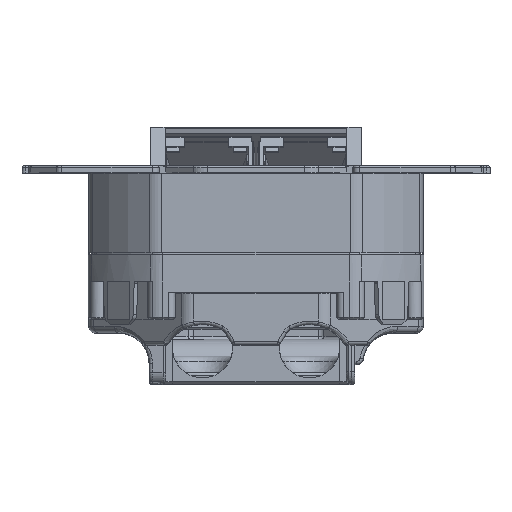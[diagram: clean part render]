
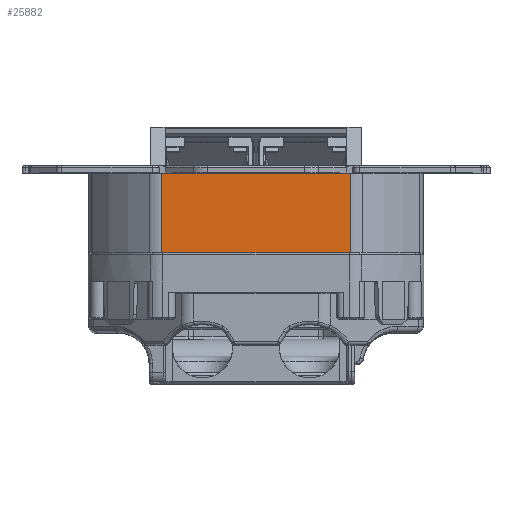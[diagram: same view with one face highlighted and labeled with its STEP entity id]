
A CAD part, top view. The second image highlights one B-rep face of the part: STEP entity #25882.
In plain terms, the highlighted planar face has unit normal (0, 0, 1).
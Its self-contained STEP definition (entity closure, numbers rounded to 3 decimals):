
#18637 = PLANE ( 'NONE',  #49891 ) ;
#18638 = CARTESIAN_POINT ( 'NONE',  ( -14.08, 13., 25. ) ) ;
#18639 = DIRECTION ( 'NONE',  ( 0., 0., -1. ) ) ;
#18640 = DIRECTION ( 'NONE',  ( -1., 0., 0. ) ) ;
#22680 = VECTOR ( 'NONE', #23971, 1000. ) ;
#23969 = LINE ( 'NONE', #23970, #22680 ) ;
#23970 = CARTESIAN_POINT ( 'NONE',  ( -14.08, 0., 25. ) ) ;
#23971 = DIRECTION ( 'NONE',  ( 1., 0., 0. ) ) ;
#25882 = ADVANCED_FACE ( 'NONE', ( #49886 ), #18637, .F. ) ;
#27592 = VECTOR ( 'NONE', #31405, 1000. ) ;
#27597 = VECTOR ( 'NONE', #31428, 1000. ) ;
#27691 = VECTOR ( 'NONE', #31570, 1000. ) ;
#27815 = VECTOR ( 'NONE', #31818, 1000. ) ;
#27871 = VECTOR ( 'NONE', #31953, 1000. ) ;
#27942 = VECTOR ( 'NONE', #32092, 1000. ) ;
#29510 = EDGE_CURVE ( 'NONE', #47201, #46632, #23969, .T. ) ;
#30617 = CARTESIAN_POINT ( 'NONE',  ( 14.08, 0., 25. ) ) ;
#30816 = CARTESIAN_POINT ( 'NONE',  ( -14.08, 12.5, 25. ) ) ;
#30825 = CARTESIAN_POINT ( 'NONE',  ( -13.5, 12.5, 25. ) ) ;
#30826 = CARTESIAN_POINT ( 'NONE',  ( -13.5, 11.9, 25. ) ) ;
#30827 = CARTESIAN_POINT ( 'NONE',  ( 13.5, 11.9, 25. ) ) ;
#30828 = CARTESIAN_POINT ( 'NONE',  ( 13.5, 12.5, 25. ) ) ;
#30829 = CARTESIAN_POINT ( 'NONE',  ( 14.08, 12.5, 25. ) ) ;
#31026 = CARTESIAN_POINT ( 'NONE',  ( -14.08, 0., 25. ) ) ;
#31403 = LINE ( 'NONE', #31404, #27592 ) ;
#31404 = CARTESIAN_POINT ( 'NONE',  ( -14.08, 13., 25. ) ) ;
#31405 = DIRECTION ( 'NONE',  ( 0., -1., 0. ) ) ;
#31426 = LINE ( 'NONE', #31427, #27597 ) ;
#31427 = CARTESIAN_POINT ( 'NONE',  ( 14.08, 13., 25. ) ) ;
#31428 = DIRECTION ( 'NONE',  ( 0., -1., 0. ) ) ;
#31568 = LINE ( 'NONE', #31569, #27691 ) ;
#31569 = CARTESIAN_POINT ( 'NONE',  ( 13.5, 11.9, 25. ) ) ;
#31570 = DIRECTION ( 'NONE',  ( 0., 1., 0. ) ) ;
#31816 = LINE ( 'NONE', #31817, #27815 ) ;
#31817 = CARTESIAN_POINT ( 'NONE',  ( -14.08, 12.5, 25. ) ) ;
#31818 = DIRECTION ( 'NONE',  ( -1., 0., 0. ) ) ;
#31951 = LINE ( 'NONE', #31952, #27871 ) ;
#31952 = CARTESIAN_POINT ( 'NONE',  ( 13.5, 11.9, 25. ) ) ;
#31953 = DIRECTION ( 'NONE',  ( -1., 0., 0. ) ) ;
#32090 = LINE ( 'NONE', #32091, #27942 ) ;
#32091 = CARTESIAN_POINT ( 'NONE',  ( -14.08, 12.5, 25. ) ) ;
#32092 = DIRECTION ( 'NONE',  ( -1., 0., 0. ) ) ;
#32318 = LINE ( 'NONE', #32319, #32547 ) ;
#32319 = CARTESIAN_POINT ( 'NONE',  ( -13.5, 11.9, 25. ) ) ;
#32320 = DIRECTION ( 'NONE',  ( 0., 1., 0. ) ) ;
#32547 = VECTOR ( 'NONE', #32320, 1000. ) ;
#46632 = VERTEX_POINT ( 'NONE', #30617 ) ;
#46918 = VERTEX_POINT ( 'NONE', #30816 ) ;
#46930 = VERTEX_POINT ( 'NONE', #30825 ) ;
#46931 = VERTEX_POINT ( 'NONE', #30826 ) ;
#46933 = VERTEX_POINT ( 'NONE', #30827 ) ;
#46935 = VERTEX_POINT ( 'NONE', #30828 ) ;
#46936 = VERTEX_POINT ( 'NONE', #30829 ) ;
#47201 = VERTEX_POINT ( 'NONE', #31026 ) ;
#49572 = EDGE_CURVE ( 'NONE', #46918, #47201, #31403, .T. ) ;
#49577 = EDGE_CURVE ( 'NONE', #46936, #46632, #31426, .T. ) ;
#49621 = EDGE_CURVE ( 'NONE', #46933, #46935, #31568, .T. ) ;
#49681 = EDGE_CURVE ( 'NONE', #46936, #46935, #31816, .T. ) ;
#49717 = EDGE_CURVE ( 'NONE', #46933, #46931, #31951, .T. ) ;
#49762 = EDGE_CURVE ( 'NONE', #46930, #46918, #32090, .T. ) ;
#49810 = EDGE_CURVE ( 'NONE', #46931, #46930, #32318, .T. ) ;
#49886 = FACE_OUTER_BOUND ( 'NONE', #72286, .T. ) ;
#49891 = AXIS2_PLACEMENT_3D ( 'NONE', #18638, #18639, #18640 ) ;
#57152 = ORIENTED_EDGE ( 'NONE', *, *, #49762, .T. ) ;
#57155 = ORIENTED_EDGE ( 'NONE', *, *, #49621, .F. ) ;
#57179 = ORIENTED_EDGE ( 'NONE', *, *, #49572, .T. ) ;
#57181 = ORIENTED_EDGE ( 'NONE', *, *, #29510, .T. ) ;
#57190 = ORIENTED_EDGE ( 'NONE', *, *, #49810, .T. ) ;
#72286 = EDGE_LOOP ( 'NONE', ( #74184, #73906, #57155, #74406, #57190, #57152, #57179, #57181 ) ) ;
#73906 = ORIENTED_EDGE ( 'NONE', *, *, #49681, .T. ) ;
#74184 = ORIENTED_EDGE ( 'NONE', *, *, #49577, .F. ) ;
#74406 = ORIENTED_EDGE ( 'NONE', *, *, #49717, .T. ) ;
